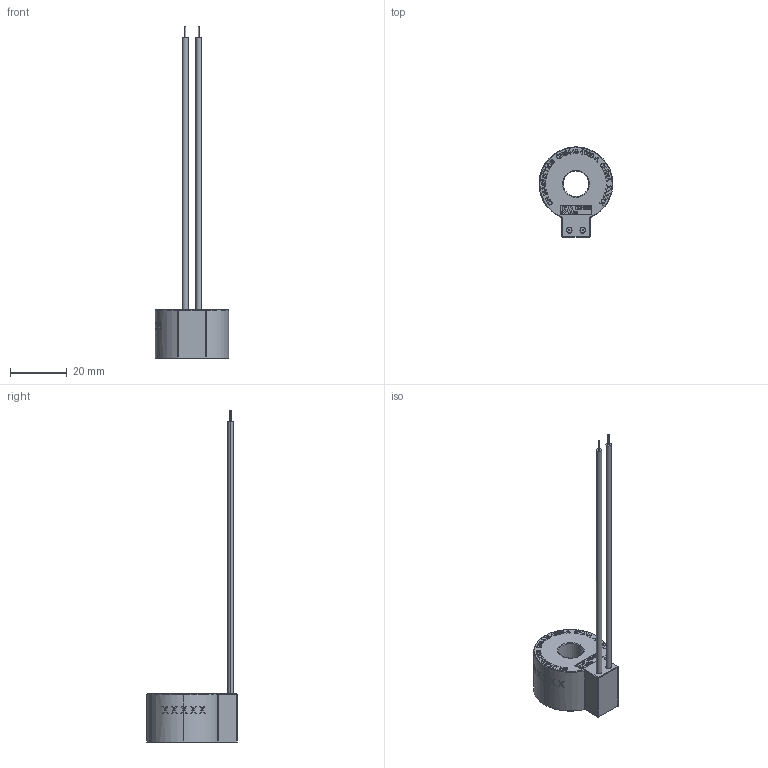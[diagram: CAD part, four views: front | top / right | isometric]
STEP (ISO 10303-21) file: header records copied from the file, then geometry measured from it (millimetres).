
FILE_DESCRIPTION (( 'STEP AP203' ), '1' );
FILE_NAME ('CR8449-1000-A.STEP', '2023-08-09T19:46:51', ( '' ), ( '' ), 'SwSTEP 2.0', 'SolidWorks 2022', '' );
FILE_SCHEMA (( 'CONFIG_CONTROL_DESIGN' ));
Length unit declared in the file: millimetre
Products named in the file (1): CR8449-1000-A
Bounding box: 26 x 31.8 x 117 mm (x, y, z)
Volume: 9437.5 mm3; surface area: 4360.5 mm2
Topology: 1 solids, 1 shells, 771 faces, 2067 edges, 1372 vertices
Faces by surface type: plane 450, bspline 270, cylinder 35, torus 14, sphere 2
Entity records: 38245 total; most frequent: CARTESIAN_POINT 20747, ORIENTED_EDGE 4130, DIRECTION 2604, EDGE_CURVE 2065, VERTEX_POINT 1372, VECTOR 1362, LINE 1362, EDGE_LOOP 849
